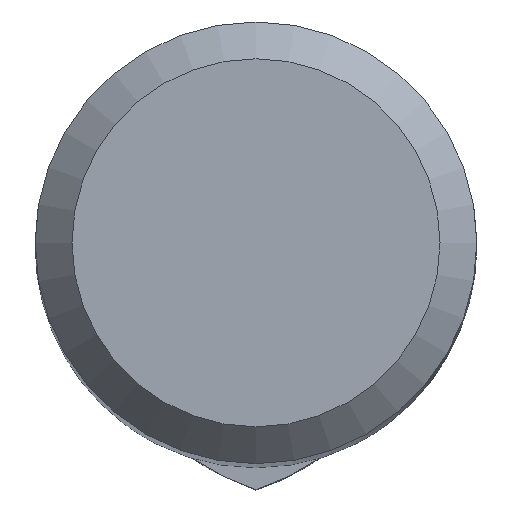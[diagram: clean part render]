
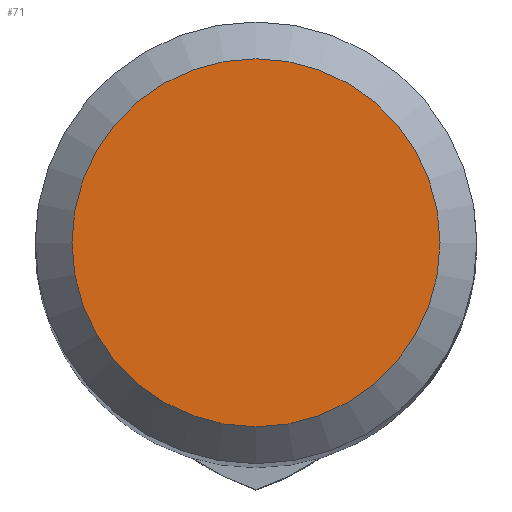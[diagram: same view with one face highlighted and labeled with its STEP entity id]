
A CAD part, top view. The second image highlights one B-rep face of the part: STEP entity #71.
In plain terms, the highlighted planar face has unit normal (0, 0, 1).
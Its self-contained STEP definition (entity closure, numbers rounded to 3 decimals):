
#51=PLANE('',#513);
#71=ADVANCED_FACE('',(#106),#51,.F.);
#106=FACE_OUTER_BOUND('',#133,.T.);
#133=EDGE_LOOP('',(#250));
#250=ORIENTED_EDGE('',*,*,#394,.T.);
#344=VERTEX_POINT('',#820);
#394=EDGE_CURVE('',#344,#344,#437,.T.);
#437=CIRCLE('',#512,5.);
#512=AXIS2_PLACEMENT_3D('',#819,#610,#611);
#513=AXIS2_PLACEMENT_3D('',#821,#612,#613);
#610=DIRECTION('',(0.,0.,1.));
#611=DIRECTION('',(-1.,0.,0.));
#612=DIRECTION('',(0.,0.,-1.));
#613=DIRECTION('',(1.,0.,0.));
#819=CARTESIAN_POINT('',(0.,0.,0.));
#820=CARTESIAN_POINT('',(-5.,0.,0.));
#821=CARTESIAN_POINT('',(0.,8.,0.));
